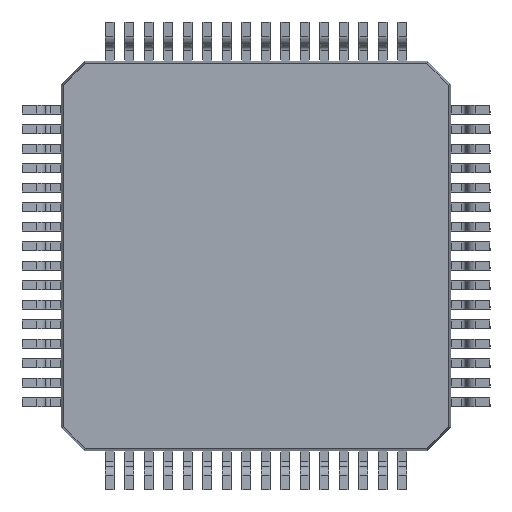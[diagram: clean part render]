
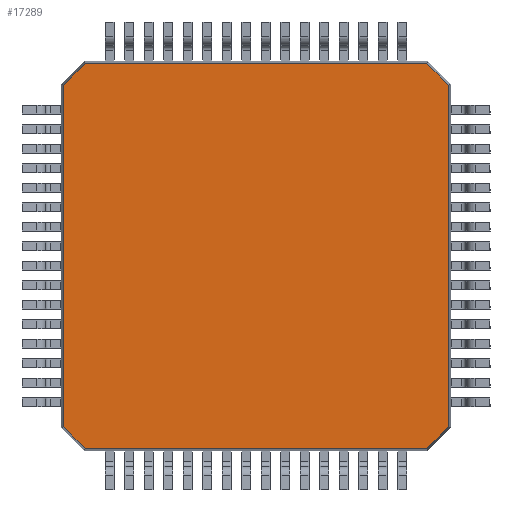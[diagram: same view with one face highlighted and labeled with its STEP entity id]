
A CAD part, front view. The second image highlights one B-rep face of the part: STEP entity #17289.
In plain terms, the highlighted planar face has unit normal (0, -1, 0).
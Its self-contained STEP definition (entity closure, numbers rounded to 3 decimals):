
#533 = EDGE_CURVE ( 'NONE', #11762, #20411, #16210, .T. ) ;
#600 = DIRECTION ( 'NONE',  ( 0., -1., 0. ) ) ;
#785 = PLANE ( 'NONE',  #27356 ) ;
#1038 = CARTESIAN_POINT ( 'NONE',  ( -4.356, 0.05, 4.956 ) ) ;
#1304 = CARTESIAN_POINT ( 'NONE',  ( 4.356, 0.05, -4.956 ) ) ;
#1596 = VERTEX_POINT ( 'NONE', #23337 ) ;
#1611 = LINE ( 'NONE', #3691, #4418 ) ;
#1751 = EDGE_CURVE ( 'NONE', #1596, #2117, #15479, .T. ) ;
#2117 = VERTEX_POINT ( 'NONE', #23685 ) ;
#2414 = ORIENTED_EDGE ( 'NONE', *, *, #17918, .T. ) ;
#3052 = EDGE_CURVE ( 'NONE', #2117, #4005, #5316, .T. ) ;
#3316 = CARTESIAN_POINT ( 'NONE',  ( 4.937, 0.05, -4.374 ) ) ;
#3691 = CARTESIAN_POINT ( 'NONE',  ( 4.956, 0.05, 4.356 ) ) ;
#4005 = VERTEX_POINT ( 'NONE', #10569 ) ;
#4418 = VECTOR ( 'NONE', #17180, 1000. ) ;
#4857 = CARTESIAN_POINT ( 'NONE',  ( 4.937, 0.05, 4.374 ) ) ;
#4898 = CARTESIAN_POINT ( 'NONE',  ( -4.4, 0.05, -4.937 ) ) ;
#5000 = CARTESIAN_POINT ( 'NONE',  ( -4.956, 0.05, -4.356 ) ) ;
#5316 = LINE ( 'NONE', #5000, #13988 ) ;
#6063 = DIRECTION ( 'NONE',  ( 0.707, 0., 0.707 ) ) ;
#6330 = CARTESIAN_POINT ( 'NONE',  ( -4.937, 0.05, 4.4 ) ) ;
#6611 = EDGE_CURVE ( 'NONE', #20411, #1596, #15584, .T. ) ;
#6960 = VECTOR ( 'NONE', #27747, 1000. ) ;
#7033 = DIRECTION ( 'NONE',  ( 0.707, 0., -0.707 ) ) ;
#7843 = DIRECTION ( 'NONE',  ( -0.707, 0., -0.707 ) ) ;
#10106 = CARTESIAN_POINT ( 'NONE',  ( -4.374, 0.05, 4.937 ) ) ;
#10225 = CARTESIAN_POINT ( 'NONE',  ( 4.374, 0.05, -4.937 ) ) ;
#10569 = CARTESIAN_POINT ( 'NONE',  ( -4.374, 0.05, -4.937 ) ) ;
#11495 = VECTOR ( 'NONE', #15879, 1000. ) ;
#11722 = VECTOR ( 'NONE', #22889, 1000. ) ;
#11762 = VERTEX_POINT ( 'NONE', #19992 ) ;
#12164 = ORIENTED_EDGE ( 'NONE', *, *, #3052, .T. ) ;
#12197 = CARTESIAN_POINT ( 'NONE',  ( 4.937, 0.05, -4.4 ) ) ;
#13234 = FACE_OUTER_BOUND ( 'NONE', #28405, .T. ) ;
#13888 = VECTOR ( 'NONE', #6063, 1000. ) ;
#13988 = VECTOR ( 'NONE', #7033, 1000. ) ;
#14063 = CARTESIAN_POINT ( 'NONE',  ( 4.4, 0.05, 4.937 ) ) ;
#14426 = VECTOR ( 'NONE', #28672, 1000. ) ;
#15479 = LINE ( 'NONE', #6330, #14426 ) ;
#15584 = LINE ( 'NONE', #1038, #26012 ) ;
#15879 = DIRECTION ( 'NONE',  ( 1., 0., 0. ) ) ;
#16039 = DIRECTION ( 'NONE',  ( 0., 0., -1. ) ) ;
#16210 = LINE ( 'NONE', #14063, #11722 ) ;
#16661 = ORIENTED_EDGE ( 'NONE', *, *, #24608, .T. ) ;
#17180 = DIRECTION ( 'NONE',  ( -0.707, 0., 0.707 ) ) ;
#17289 = ADVANCED_FACE ( 'NONE', ( #13234 ), #785, .T. ) ;
#17918 = EDGE_CURVE ( 'NONE', #4005, #25053, #21511, .T. ) ;
#19729 = ORIENTED_EDGE ( 'NONE', *, *, #24657, .T. ) ;
#19992 = CARTESIAN_POINT ( 'NONE',  ( 4.374, 0.05, 4.937 ) ) ;
#20411 = VERTEX_POINT ( 'NONE', #10106 ) ;
#20616 = VERTEX_POINT ( 'NONE', #3316 ) ;
#20810 = EDGE_CURVE ( 'NONE', #25477, #11762, #1611, .T. ) ;
#21511 = LINE ( 'NONE', #4898, #11495 ) ;
#21529 = ORIENTED_EDGE ( 'NONE', *, *, #20810, .T. ) ;
#22196 = ORIENTED_EDGE ( 'NONE', *, *, #6611, .T. ) ;
#22561 = LINE ( 'NONE', #12197, #6960 ) ;
#22789 = ORIENTED_EDGE ( 'NONE', *, *, #1751, .T. ) ;
#22889 = DIRECTION ( 'NONE',  ( -1., 0., 0. ) ) ;
#23337 = CARTESIAN_POINT ( 'NONE',  ( -4.937, 0.05, 4.374 ) ) ;
#23598 = ORIENTED_EDGE ( 'NONE', *, *, #533, .T. ) ;
#23685 = CARTESIAN_POINT ( 'NONE',  ( -4.937, 0.05, -4.374 ) ) ;
#24608 = EDGE_CURVE ( 'NONE', #20616, #25477, #22561, .T. ) ;
#24657 = EDGE_CURVE ( 'NONE', #25053, #20616, #26409, .T. ) ;
#25053 = VERTEX_POINT ( 'NONE', #10225 ) ;
#25281 = CARTESIAN_POINT ( 'NONE',  ( 0., 0.05, 0. ) ) ;
#25477 = VERTEX_POINT ( 'NONE', #4857 ) ;
#26012 = VECTOR ( 'NONE', #7843, 1000. ) ;
#26409 = LINE ( 'NONE', #1304, #13888 ) ;
#27356 = AXIS2_PLACEMENT_3D ( 'NONE', #25281, #600, #16039 ) ;
#27747 = DIRECTION ( 'NONE',  ( 0., 0., 1. ) ) ;
#28405 = EDGE_LOOP ( 'NONE', ( #21529, #23598, #22196, #22789, #12164, #2414, #19729, #16661 ) ) ;
#28672 = DIRECTION ( 'NONE',  ( 0., 0., -1. ) ) ;
